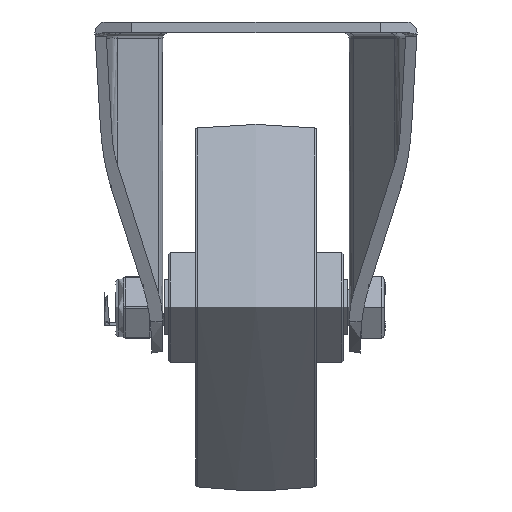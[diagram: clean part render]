
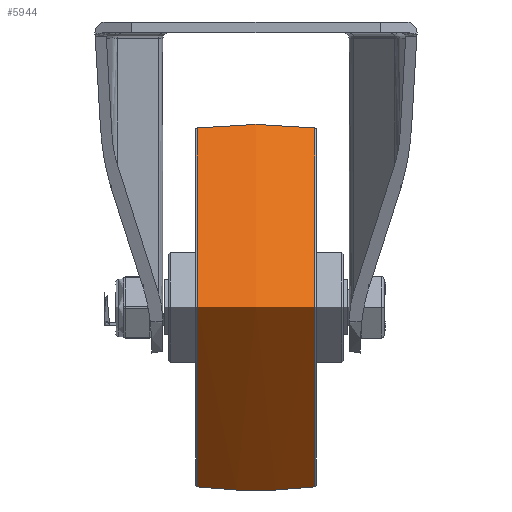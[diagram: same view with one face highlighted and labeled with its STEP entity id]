
A CAD part, left-side view. The second image highlights one B-rep face of the part: STEP entity #5944.
In plain terms, the highlighted free-form (B-spline) face has degree [2, 2] with [3, 9] control points.
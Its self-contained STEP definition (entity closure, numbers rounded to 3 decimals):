
#33=(
BOUNDED_SURFACE()
B_SPLINE_SURFACE(2,2,((#9546,#9547,#9548,#9549,#9550,#9551,#9552,#9553,
#9554),(#9555,#9556,#9557,#9558,#9559,#9560,#9561,#9562,#9563),(#9564,#9565,
#9566,#9567,#9568,#9569,#9570,#9571,#9572)),.UNSPECIFIED.,.F.,.T.,.F.)
B_SPLINE_SURFACE_WITH_KNOTS((3,3),(3,2,2,2,3),(-0.118,0.118),
(-3.142,-1.571,0.,1.571,3.142),
 .UNSPECIFIED.)
GEOMETRIC_REPRESENTATION_ITEM()
RATIONAL_B_SPLINE_SURFACE(((1.,0.707,1.,0.707,1.,
0.707,1.,0.707,1.),(0.993,0.702,
0.993,0.702,0.993,0.702,
0.993,0.702,0.993),(1.,0.707,
1.,0.707,1.,0.707,1.,0.707,1.)))
REPRESENTATION_ITEM('')
SURFACE()
);
#741=FACE_OUTER_BOUND('',#1117,.T.);
#1117=EDGE_LOOP('',(#4666,#4667,#4668,#4669));
#2348=CIRCLE('',#6514,49.053);
#2349=CIRCLE('',#6515,136.625);
#2350=CIRCLE('',#6516,49.053);
#2706=VERTEX_POINT('',#9543);
#2707=VERTEX_POINT('',#9573);
#3401=EDGE_CURVE('',#2706,#2706,#2348,.T.);
#3402=EDGE_CURVE('',#2706,#2707,#2349,.T.);
#3403=EDGE_CURVE('',#2707,#2707,#2350,.T.);
#4666=ORIENTED_EDGE('',*,*,#3401,.F.);
#4667=ORIENTED_EDGE('',*,*,#3402,.T.);
#4668=ORIENTED_EDGE('',*,*,#3403,.T.);
#4669=ORIENTED_EDGE('',*,*,#3402,.F.);
#5944=ADVANCED_FACE('',(#741),#33,.F.);
#6514=AXIS2_PLACEMENT_3D('',#9545,#7589,#7590);
#6515=AXIS2_PLACEMENT_3D('',#9574,#7591,#7592);
#6516=AXIS2_PLACEMENT_3D('',#9575,#7593,#7594);
#7589=DIRECTION('center_axis',(0.,1.,0.));
#7590=DIRECTION('ref_axis',(0.,0.,1.));
#7591=DIRECTION('center_axis',(-1.,0.,0.));
#7592=DIRECTION('ref_axis',(0.,0.,-1.));
#7593=DIRECTION('center_axis',(0.,1.,0.));
#7594=DIRECTION('ref_axis',(0.,0.,1.));
#9543=CARTESIAN_POINT('',(0.,16.059,-49.053));
#9545=CARTESIAN_POINT('Origin',(0.,16.059,0.));
#9546=CARTESIAN_POINT('Ctrl Pts',(0.,-16.059,-49.053));
#9547=CARTESIAN_POINT('Ctrl Pts',(-49.053,-16.059,-49.053));
#9548=CARTESIAN_POINT('Ctrl Pts',(-49.053,-16.059,0.));
#9549=CARTESIAN_POINT('Ctrl Pts',(-49.053,-16.059,49.053));
#9550=CARTESIAN_POINT('Ctrl Pts',(0.,-16.059,49.053));
#9551=CARTESIAN_POINT('Ctrl Pts',(49.053,-16.059,49.053));
#9552=CARTESIAN_POINT('Ctrl Pts',(49.053,-16.059,0.));
#9553=CARTESIAN_POINT('Ctrl Pts',(49.053,-16.059,-49.053));
#9554=CARTESIAN_POINT('Ctrl Pts',(0.,-16.059,-49.053));
#9555=CARTESIAN_POINT('Ctrl Pts',(0.,0.,-50.954));
#9556=CARTESIAN_POINT('Ctrl Pts',(-50.954,0.,
-50.954));
#9557=CARTESIAN_POINT('Ctrl Pts',(-50.954,0.,
0.));
#9558=CARTESIAN_POINT('Ctrl Pts',(-50.954,0.,
50.954));
#9559=CARTESIAN_POINT('Ctrl Pts',(0.,0.,50.954));
#9560=CARTESIAN_POINT('Ctrl Pts',(50.954,0.,
50.954));
#9561=CARTESIAN_POINT('Ctrl Pts',(50.954,0.,
0.));
#9562=CARTESIAN_POINT('Ctrl Pts',(50.954,0.,
-50.954));
#9563=CARTESIAN_POINT('Ctrl Pts',(0.,0.,-50.954));
#9564=CARTESIAN_POINT('Ctrl Pts',(0.,16.059,-49.053));
#9565=CARTESIAN_POINT('Ctrl Pts',(-49.053,16.059,-49.053));
#9566=CARTESIAN_POINT('Ctrl Pts',(-49.053,16.059,0.));
#9567=CARTESIAN_POINT('Ctrl Pts',(-49.053,16.059,49.053));
#9568=CARTESIAN_POINT('Ctrl Pts',(0.,16.059,49.053));
#9569=CARTESIAN_POINT('Ctrl Pts',(49.053,16.059,49.053));
#9570=CARTESIAN_POINT('Ctrl Pts',(49.053,16.059,0.));
#9571=CARTESIAN_POINT('Ctrl Pts',(49.053,16.059,-49.053));
#9572=CARTESIAN_POINT('Ctrl Pts',(0.,16.059,-49.053));
#9573=CARTESIAN_POINT('',(0.,-16.059,-49.053));
#9574=CARTESIAN_POINT('Origin',(0.,0.,
86.625));
#9575=CARTESIAN_POINT('Origin',(0.,-16.059,0.));
